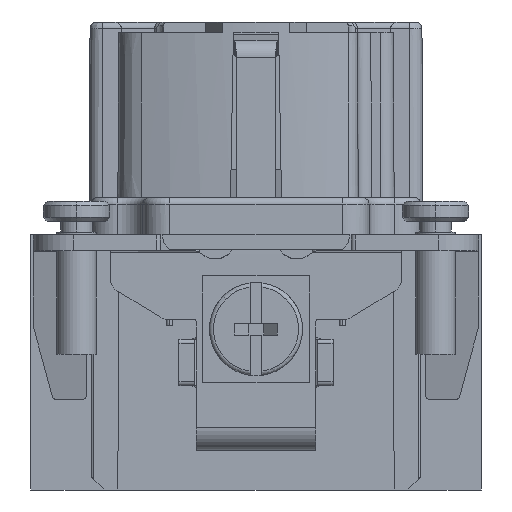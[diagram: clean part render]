
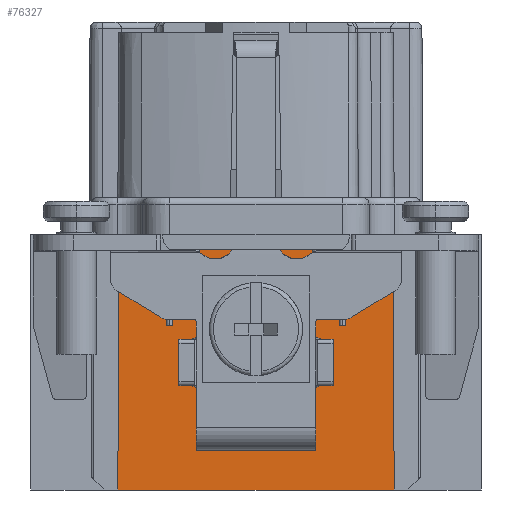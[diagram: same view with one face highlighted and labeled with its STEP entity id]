
A CAD part, front view. The second image highlights one B-rep face of the part: STEP entity #76327.
In plain terms, the highlighted planar face has unit normal (0, -1, 0).
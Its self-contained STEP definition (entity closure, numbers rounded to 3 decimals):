
#1204=DIRECTION('',(-1.,0.,0.));
#1205=VECTOR('',#1204,3.557);
#1206=CARTESIAN_POINT('',(10.3,-43.85,-3.8));
#1207=LINE('',#1206,#1205);
#1218=DIRECTION('',(-1.,0.,0.));
#1219=VECTOR('',#1218,3.757);
#1220=CARTESIAN_POINT('',(6.257,-43.85,-3.8));
#1221=LINE('',#1220,#1219);
#1244=DIRECTION('',(-1.,0.,0.));
#1245=VECTOR('',#1244,3.757);
#1246=CARTESIAN_POINT('',(-2.5,-43.85,-3.8));
#1247=LINE('',#1246,#1245);
#1258=DIRECTION('',(-1.,0.,0.));
#1259=VECTOR('',#1258,3.557);
#1260=CARTESIAN_POINT('',(-6.743,-43.85,-3.8));
#1261=LINE('',#1260,#1259);
#1827=DIRECTION('',(0.,0.,1.));
#1828=VECTOR('',#1827,1.2);
#1829=CARTESIAN_POINT('',(-4.5,-43.85,-18.9));
#1830=LINE('',#1829,#1828);
#1849=DIRECTION('',(1.,0.,0.));
#1850=VECTOR('',#1849,9.);
#1851=CARTESIAN_POINT('',(-4.5,-43.85,-17.7));
#1852=LINE('',#1851,#1850);
#1853=DIRECTION('',(0.,0.,-1.));
#1854=VECTOR('',#1853,1.2);
#1855=CARTESIAN_POINT('',(4.5,-43.85,-17.7));
#1856=LINE('',#1855,#1854);
#1875=DIRECTION('',(1.,0.,0.));
#1876=VECTOR('',#1875,9.);
#1877=CARTESIAN_POINT('',(-4.5,-43.85,-18.9));
#1878=LINE('',#1877,#1876);
#24399=DIRECTION('',(-1.,0.,0.));
#24400=VECTOR('',#24399,20.79);
#24401=CARTESIAN_POINT('',(10.395,-43.85,-21.9));
#24402=LINE('',#24401,#24400);
#31795=DIRECTION('',(-1.,0.,0.));
#31796=VECTOR('',#31795,5.);
#31797=CARTESIAN_POINT('',(2.5,-43.85,-2.9));
#31798=LINE('',#31797,#31796);
#35542=DIRECTION('',(0.005,0.,-1.));
#35543=VECTOR('',#35542,18.1);
#35544=CARTESIAN_POINT('',(10.3,-43.85,-3.8));
#35545=LINE('',#35544,#35543);
#35550=DIRECTION('',(-0.005,0.,-1.));
#35551=VECTOR('',#35550,18.1);
#35552=CARTESIAN_POINT('',(-10.3,-43.85,-3.8));
#35553=LINE('',#35552,#35551);
#36223=DIRECTION('',(0.,0.,1.));
#36224=VECTOR('',#36223,0.9);
#36225=CARTESIAN_POINT('',(2.5,-43.85,-3.8));
#36226=LINE('',#36225,#36224);
#36239=DIRECTION('',(0.,0.,1.));
#36240=VECTOR('',#36239,0.9);
#36241=CARTESIAN_POINT('',(-2.5,-43.85,-3.8));
#36242=LINE('',#36241,#36240);
#56479=CARTESIAN_POINT('',(-6.703,-43.85,-9.5));
#56480=CARTESIAN_POINT('',(-6.718,-43.85,-7.6));
#56481=CARTESIAN_POINT('',(-6.731,-43.85,-5.7));
#56482=CARTESIAN_POINT('',(-6.743,-43.85,-3.8));
#56515=CARTESIAN_POINT('',(-6.297,-43.85,-9.5));
#56516=CARTESIAN_POINT('',(-6.282,-43.85,-7.6));
#56517=CARTESIAN_POINT('',(-6.269,-43.85,-5.7));
#56518=CARTESIAN_POINT('',(-6.257,-43.85,-3.8));
#56527=DIRECTION('',(-1.,0.,0.));
#56528=VECTOR('',#56527,0.407);
#56529=CARTESIAN_POINT('',(-6.297,-43.85,-9.5));
#56530=LINE('',#56529,#56528);
#56545=CARTESIAN_POINT('',(6.297,-43.85,-9.5));
#56546=CARTESIAN_POINT('',(6.282,-43.85,-7.6));
#56547=CARTESIAN_POINT('',(6.269,-43.85,-5.7));
#56548=CARTESIAN_POINT('',(6.257,-43.85,-3.8));
#56581=CARTESIAN_POINT('',(6.703,-43.85,-9.5));
#56582=CARTESIAN_POINT('',(6.718,-43.85,-7.6));
#56583=CARTESIAN_POINT('',(6.731,-43.85,-5.7));
#56584=CARTESIAN_POINT('',(6.743,-43.85,-3.8));
#56593=DIRECTION('',(-1.,0.,0.));
#56594=VECTOR('',#56593,0.407);
#56595=CARTESIAN_POINT('',(6.703,-43.85,-9.5));
#56596=LINE('',#56595,#56594);
#56621=CARTESIAN_POINT('',(0.,-43.85,-9.8));
#56622=DIRECTION('',(0.,1.,0.));
#56623=DIRECTION('',(1.,0.,0.));
#56624=AXIS2_PLACEMENT_3D('',#56621,#56622,#56623);
#56680=CARTESIAN_POINT('',(0.,-43.85,-9.8));
#56681=DIRECTION('',(0.,1.,0.));
#56682=DIRECTION('',(-1.,0.,0.));
#56683=AXIS2_PLACEMENT_3D('',#56680,#56681,#56682);
#67742=CARTESIAN_POINT('',(-10.3,-43.85,-3.8));
#67743=CARTESIAN_POINT('',(-10.395,-43.85,-21.9));
#67744=VERTEX_POINT('',#67742);
#67745=VERTEX_POINT('',#67743);
#67746=CARTESIAN_POINT('',(10.3,-43.85,-3.8));
#67747=CARTESIAN_POINT('',(6.743,-43.85,-3.8));
#67748=VERTEX_POINT('',#67746);
#67749=VERTEX_POINT('',#67747);
#67750=CARTESIAN_POINT('',(6.257,-43.85,-3.8));
#67751=CARTESIAN_POINT('',(2.5,-43.85,-3.8));
#67752=VERTEX_POINT('',#67750);
#67753=VERTEX_POINT('',#67751);
#67754=CARTESIAN_POINT('',(-2.5,-43.85,-3.8));
#67755=CARTESIAN_POINT('',(-6.257,-43.85,-3.8));
#67756=VERTEX_POINT('',#67754);
#67757=VERTEX_POINT('',#67755);
#67758=CARTESIAN_POINT('',(-6.743,-43.85,-3.8));
#67759=VERTEX_POINT('',#67758);
#67761=CARTESIAN_POINT('',(2.5,-43.85,-2.9));
#67763=VERTEX_POINT('',#67761);
#67766=CARTESIAN_POINT('',(-2.5,-43.85,-2.9));
#67767=VERTEX_POINT('',#67766);
#67768=VERTEX_POINT('',#56545);
#67769=VERTEX_POINT('',#56581);
#67770=VERTEX_POINT('',#56515);
#67771=VERTEX_POINT('',#56479);
#67772=CARTESIAN_POINT('',(10.395,-43.85,-21.9));
#67773=VERTEX_POINT('',#67772);
#67918=CARTESIAN_POINT('',(4.5,-43.85,-17.7));
#67919=CARTESIAN_POINT('',(4.5,-43.85,-18.9));
#67920=VERTEX_POINT('',#67918);
#67921=VERTEX_POINT('',#67919);
#67922=CARTESIAN_POINT('',(-4.5,-43.85,-18.9));
#67923=CARTESIAN_POINT('',(-4.5,-43.85,-17.7));
#67924=VERTEX_POINT('',#67922);
#67925=VERTEX_POINT('',#67923);
#67950=CARTESIAN_POINT('',(2.,-43.85,-9.8));
#67951=CARTESIAN_POINT('',(-2.,-43.85,-9.8));
#67952=VERTEX_POINT('',#67950);
#67953=VERTEX_POINT('',#67951);
#76276=CARTESIAN_POINT('',(16.95,-43.85,-14.8));
#76277=DIRECTION('',(0.,1.,0.));
#76278=DIRECTION('',(-1.,0.,0.));
#76279=AXIS2_PLACEMENT_3D('',#76276,#76277,#76278);
#76280=PLANE('',#76279);
#76282=ORIENTED_EDGE('',*,*,#76281,.F.);
#76283=ORIENTED_EDGE('',*,*,#76257,.F.);
#76285=ORIENTED_EDGE('',*,*,#76284,.F.);
#76287=ORIENTED_EDGE('',*,*,#76286,.F.);
#76289=ORIENTED_EDGE('',*,*,#76288,.T.);
#76290=ORIENTED_EDGE('',*,*,#76247,.F.);
#76292=ORIENTED_EDGE('',*,*,#76291,.T.);
#76294=ORIENTED_EDGE('',*,*,#76293,.F.);
#76296=ORIENTED_EDGE('',*,*,#76295,.F.);
#76297=ORIENTED_EDGE('',*,*,#76234,.F.);
#76299=ORIENTED_EDGE('',*,*,#76298,.F.);
#76301=ORIENTED_EDGE('',*,*,#76300,.F.);
#76303=ORIENTED_EDGE('',*,*,#76302,.T.);
#76304=ORIENTED_EDGE('',*,*,#76224,.F.);
#76306=ORIENTED_EDGE('',*,*,#76305,.T.);
#76308=ORIENTED_EDGE('',*,*,#76307,.T.);
#76309=EDGE_LOOP('',(#76282,#76283,#76285,#76287,#76289,#76290,#76292,#76294,
#76296,#76297,#76299,#76301,#76303,#76304,#76306,#76308));
#76310=FACE_OUTER_BOUND('',#76309,.F.);
#76312=ORIENTED_EDGE('',*,*,#76311,.F.);
#76314=ORIENTED_EDGE('',*,*,#76313,.F.);
#76315=EDGE_LOOP('',(#76312,#76314));
#76316=FACE_BOUND('',#76315,.F.);
#76318=ORIENTED_EDGE('',*,*,#76317,.F.);
#76320=ORIENTED_EDGE('',*,*,#76319,.F.);
#76322=ORIENTED_EDGE('',*,*,#76321,.F.);
#76324=ORIENTED_EDGE('',*,*,#76323,.T.);
#76325=EDGE_LOOP('',(#76318,#76320,#76322,#76324));
#76326=FACE_BOUND('',#76325,.F.);
#76327=ADVANCED_FACE('',(#76310,#76316,#76326),#76280,.F.);
#56483=B_SPLINE_CURVE_WITH_KNOTS('',3,(#56479,#56480,#56481,#56482),
.UNSPECIFIED.,.F.,.F.,(4,4),(0.,1.),.UNSPECIFIED.);
#56519=B_SPLINE_CURVE_WITH_KNOTS('',3,(#56515,#56516,#56517,#56518),
.UNSPECIFIED.,.F.,.F.,(4,4),(0.,1.),.UNSPECIFIED.);
#56549=B_SPLINE_CURVE_WITH_KNOTS('',3,(#56545,#56546,#56547,#56548),
.UNSPECIFIED.,.F.,.F.,(4,4),(0.,1.),.UNSPECIFIED.);
#56585=B_SPLINE_CURVE_WITH_KNOTS('',3,(#56581,#56582,#56583,#56584),
.UNSPECIFIED.,.F.,.F.,(4,4),(0.,1.),.UNSPECIFIED.);
#56625=CIRCLE('',#56624,2.);
#56684=CIRCLE('',#56683,2.);
#76224=EDGE_CURVE('',#67748,#67749,#1207,.T.);
#76234=EDGE_CURVE('',#67752,#67753,#1221,.T.);
#76247=EDGE_CURVE('',#67756,#67757,#1247,.T.);
#76257=EDGE_CURVE('',#67759,#67744,#1261,.T.);
#76281=EDGE_CURVE('',#67744,#67745,#35553,.T.);
#76284=EDGE_CURVE('',#67771,#67759,#56483,.T.);
#76286=EDGE_CURVE('',#67770,#67771,#56530,.T.);
#76288=EDGE_CURVE('',#67770,#67757,#56519,.T.);
#76291=EDGE_CURVE('',#67756,#67767,#36242,.T.);
#76293=EDGE_CURVE('',#67763,#67767,#31798,.T.);
#76295=EDGE_CURVE('',#67753,#67763,#36226,.T.);
#76298=EDGE_CURVE('',#67768,#67752,#56549,.T.);
#76300=EDGE_CURVE('',#67769,#67768,#56596,.T.);
#76302=EDGE_CURVE('',#67769,#67749,#56585,.T.);
#76305=EDGE_CURVE('',#67748,#67773,#35545,.T.);
#76307=EDGE_CURVE('',#67773,#67745,#24402,.T.);
#76311=EDGE_CURVE('',#67952,#67953,#56625,.T.);
#76313=EDGE_CURVE('',#67953,#67952,#56684,.T.);
#76317=EDGE_CURVE('',#67920,#67921,#1856,.T.);
#76319=EDGE_CURVE('',#67925,#67920,#1852,.T.);
#76321=EDGE_CURVE('',#67924,#67925,#1830,.T.);
#76323=EDGE_CURVE('',#67924,#67921,#1878,.T.);
